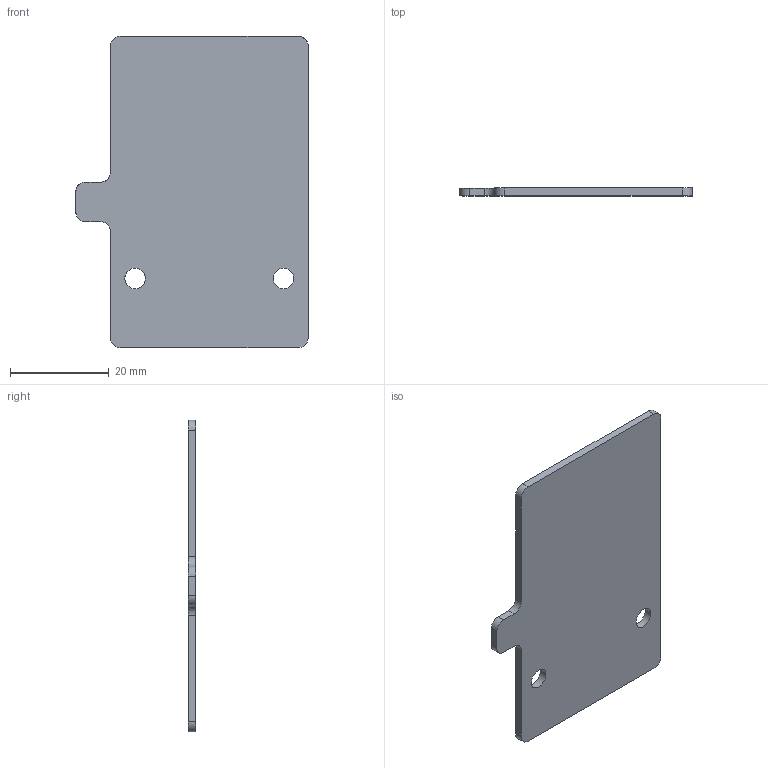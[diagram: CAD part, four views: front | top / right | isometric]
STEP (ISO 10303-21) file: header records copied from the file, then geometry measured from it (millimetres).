
FILE_DESCRIPTION(('FreeCAD Model'),'2;1');
FILE_NAME('PCB_Extruder_CE_002 01.stp','2016-01-27T22:41:22',('FreeCAD'),('FreeCAD'), 'Open CASCADE STEP processor 6.8','FreeCAD','Unknown');
FILE_SCHEMA(('AUTOMOTIVE_DESIGN_CC2 { 1 2 10303 214 -1 1 5 4 }'));
Length unit declared in the file: millimetre
Products named in the file (1): Open CASCADE STEP translator 6.8 389
Bounding box: 47 x 1.6 x 63 mm (x, y, z)
Volume: 4068.5 mm3; surface area: 5491 mm2
Topology: 1 solids, 1 shells, 256 faces, 684 edges, 456 vertices
Faces by surface type: plane 179, bspline 77
Entity records: 20798 total; most frequent: CARTESIAN_POINT 11076, B_SPLINE_CURVE_WITH_KNOTS 1922, ORIENTED_EDGE 1368, PCURVE 1368, DEFINITIONAL_REPRESENTATION 1368, EDGE_CURVE 684, SURFACE_CURVE 684, VERTEX_POINT 456
